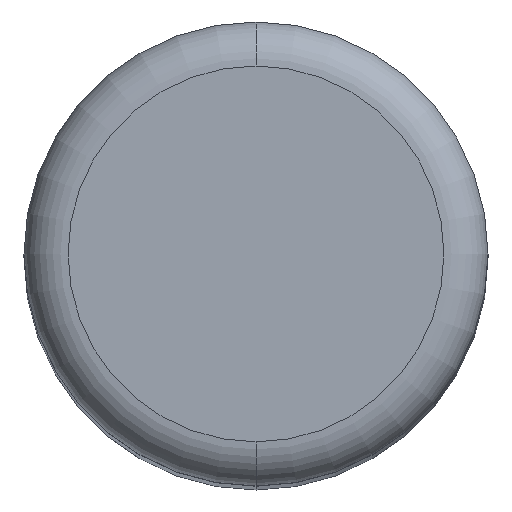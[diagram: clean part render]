
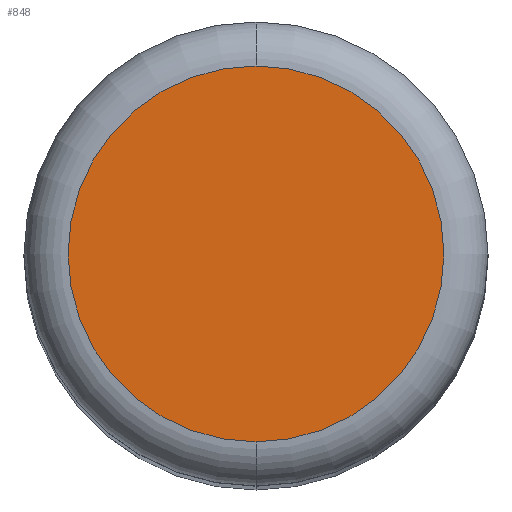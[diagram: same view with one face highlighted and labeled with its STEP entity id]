
A CAD part, top view. The second image highlights one B-rep face of the part: STEP entity #848.
In plain terms, the highlighted planar face has unit normal (0, 0, 1).
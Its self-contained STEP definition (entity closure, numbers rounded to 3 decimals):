
#460 = CIRCLE ( 'NONE', #2484, 4.05 ) ;
#848 = ADVANCED_FACE ( 'NONE', ( #2340 ), #2239, .T. ) ;
#960 = EDGE_CURVE ( 'NONE', #2355, #3138, #2387, .T. ) ;
#983 = DIRECTION ( 'NONE',  ( 0., 1., 0. ) ) ;
#1164 = AXIS2_PLACEMENT_3D ( 'NONE', #2211, #2256, #2258 ) ;
#1320 = CARTESIAN_POINT ( 'NONE',  ( 0., 0., 59.25 ) ) ;
#1813 = AXIS2_PLACEMENT_3D ( 'NONE', #2754, #2463, #3674 ) ;
#1955 = ORIENTED_EDGE ( 'NONE', *, *, #960, .F. ) ;
#2090 = EDGE_LOOP ( 'NONE', ( #1955, #2503 ) ) ;
#2192 = EDGE_CURVE ( 'NONE', #3138, #2355, #460, .T. ) ;
#2211 = CARTESIAN_POINT ( 'NONE',  ( 0., 0., 59.25 ) ) ;
#2239 = PLANE ( 'NONE',  #1164 ) ;
#2256 = DIRECTION ( 'NONE',  ( 0., 0., 1. ) ) ;
#2258 = DIRECTION ( 'NONE',  ( 0., -1., 0. ) ) ;
#2340 = FACE_OUTER_BOUND ( 'NONE', #2090, .T. ) ;
#2355 = VERTEX_POINT ( 'NONE', #3202 ) ;
#2387 = CIRCLE ( 'NONE', #1813, 4.05 ) ;
#2463 = DIRECTION ( 'NONE',  ( 0., 0., -1. ) ) ;
#2484 = AXIS2_PLACEMENT_3D ( 'NONE', #1320, #3485, #983 ) ;
#2503 = ORIENTED_EDGE ( 'NONE', *, *, #2192, .F. ) ;
#2754 = CARTESIAN_POINT ( 'NONE',  ( 0., 0., 59.25 ) ) ;
#3138 = VERTEX_POINT ( 'NONE', #3459 ) ;
#3202 = CARTESIAN_POINT ( 'NONE',  ( 0., 4.05, 59.25 ) ) ;
#3459 = CARTESIAN_POINT ( 'NONE',  ( 0., -4.05, 59.25 ) ) ;
#3485 = DIRECTION ( 'NONE',  ( 0., 0., -1. ) ) ;
#3674 = DIRECTION ( 'NONE',  ( 0., 1., 0. ) ) ;
